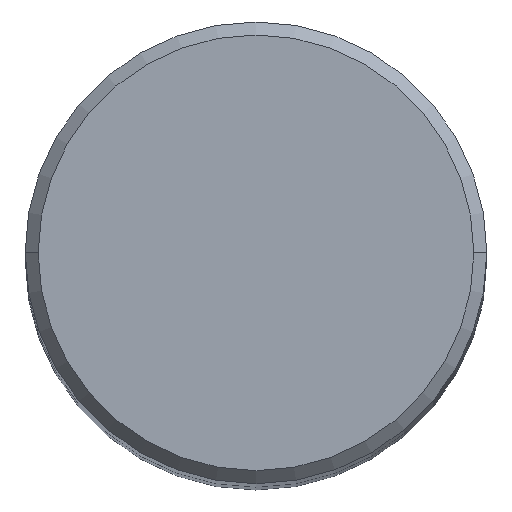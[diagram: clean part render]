
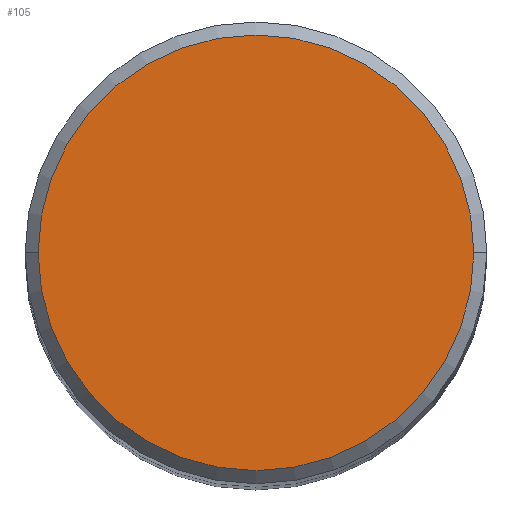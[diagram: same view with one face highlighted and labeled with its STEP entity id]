
A CAD part, top view. The second image highlights one B-rep face of the part: STEP entity #105.
In plain terms, the highlighted planar face has unit normal (0, 0, 1).
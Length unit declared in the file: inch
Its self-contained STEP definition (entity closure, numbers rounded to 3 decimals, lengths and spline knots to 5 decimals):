
#16 = CIRCLE ( 'NONE', #220, 0.33435 ) ;
#30 = DIRECTION ( 'NONE',  ( 0., 0., -1. ) ) ;
#53 = FACE_OUTER_BOUND ( 'NONE', #394, .T. ) ;
#54 = DIRECTION ( 'NONE',  ( 0., 0., 1. ) ) ;
#93 = DIRECTION ( 'NONE',  ( 1., 0., 0. ) ) ;
#96 = DIRECTION ( 'NONE',  ( 0., 0., 1. ) ) ;
#105 = ADVANCED_FACE ( 'NONE', ( #53 ), #189, .F. ) ;
#118 = CIRCLE ( 'NONE', #358, 0.33435 ) ;
#121 = CARTESIAN_POINT ( 'NONE',  ( 0., 0., 0. ) ) ;
#123 = CARTESIAN_POINT ( 'NONE',  ( 0.33435, 0., 0. ) ) ;
#155 = DIRECTION ( 'NONE',  ( 1., 0., 0. ) ) ;
#159 = DIRECTION ( 'NONE',  ( -1., 0., 0. ) ) ;
#162 = VERTEX_POINT ( 'NONE', #123 ) ;
#189 = PLANE ( 'NONE',  #227 ) ;
#198 = EDGE_CURVE ( 'NONE', #162, #213, #118, .T. ) ;
#211 = CARTESIAN_POINT ( 'NONE',  ( 0., 0., 0. ) ) ;
#213 = VERTEX_POINT ( 'NONE', #370 ) ;
#220 = AXIS2_PLACEMENT_3D ( 'NONE', #211, #54, #93 ) ;
#227 = AXIS2_PLACEMENT_3D ( 'NONE', #410, #30, #159 ) ;
#285 = ORIENTED_EDGE ( 'NONE', *, *, #369, .T. ) ;
#329 = ORIENTED_EDGE ( 'NONE', *, *, #198, .T. ) ;
#358 = AXIS2_PLACEMENT_3D ( 'NONE', #121, #96, #155 ) ;
#369 = EDGE_CURVE ( 'NONE', #213, #162, #16, .T. ) ;
#370 = CARTESIAN_POINT ( 'NONE',  ( -0.33435, 0., 0. ) ) ;
#394 = EDGE_LOOP ( 'NONE', ( #285, #329 ) ) ;
#410 = CARTESIAN_POINT ( 'NONE',  ( 0., 0.33435, 0. ) ) ;
